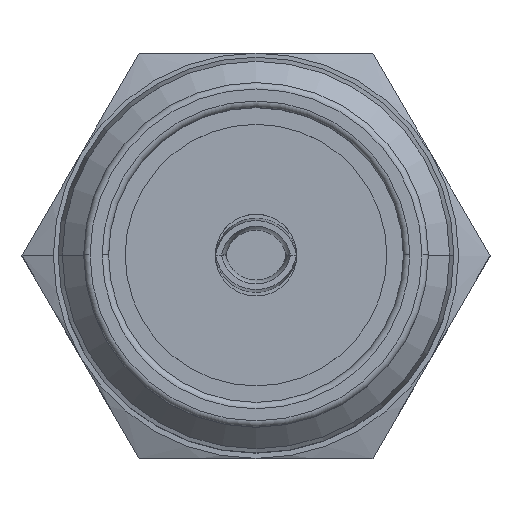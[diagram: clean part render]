
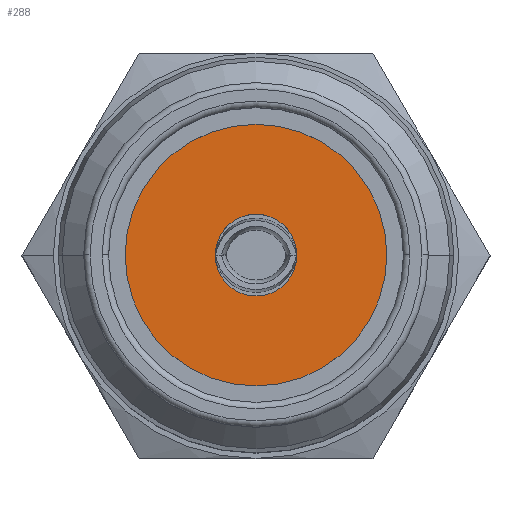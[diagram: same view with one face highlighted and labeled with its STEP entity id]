
A CAD part, top view. The second image highlights one B-rep face of the part: STEP entity #288.
In plain terms, the highlighted planar face has unit normal (0, 0, 1).
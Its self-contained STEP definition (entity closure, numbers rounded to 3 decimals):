
#122 = CARTESIAN_POINT ( 'NONE',  ( 2.05, 0., -1.98 ) ) ;
#288 = ADVANCED_FACE ( 'NONE', ( #2391, #2468 ), #1074, .F. ) ;
#336 = ORIENTED_EDGE ( 'NONE', *, *, #938, .T. ) ;
#388 = CARTESIAN_POINT ( 'NONE',  ( 0., 0., -1.98 ) ) ;
#465 = VERTEX_POINT ( 'NONE', #1322 ) ;
#484 = CIRCLE ( 'NONE', #1870, 0.64 ) ;
#616 = AXIS2_PLACEMENT_3D ( 'NONE', #2908, #2639, #1065 ) ;
#640 = DIRECTION ( 'NONE',  ( 1., 0., 0. ) ) ;
#802 = CARTESIAN_POINT ( 'NONE',  ( 0., 0., -1.98 ) ) ;
#806 = CIRCLE ( 'NONE', #2087, 0.64 ) ;
#938 = EDGE_CURVE ( 'NONE', #982, #2542, #2967, .T. ) ;
#982 = VERTEX_POINT ( 'NONE', #122 ) ;
#1058 = DIRECTION ( 'NONE',  ( 1., 0., 0. ) ) ;
#1065 = DIRECTION ( 'NONE',  ( -1., 0., 0. ) ) ;
#1074 = PLANE ( 'NONE',  #616 ) ;
#1150 = CARTESIAN_POINT ( 'NONE',  ( 0., 0., -1.98 ) ) ;
#1322 = CARTESIAN_POINT ( 'NONE',  ( -0.64, 0., -1.98 ) ) ;
#1332 = EDGE_CURVE ( 'NONE', #3234, #465, #484, .T. ) ;
#1401 = DIRECTION ( 'NONE',  ( 1., 0., 0. ) ) ;
#1479 = DIRECTION ( 'NONE',  ( 0., 0., 1. ) ) ;
#1487 = AXIS2_PLACEMENT_3D ( 'NONE', #3072, #1479, #3332 ) ;
#1577 = ORIENTED_EDGE ( 'NONE', *, *, #1791, .F. ) ;
#1749 = EDGE_LOOP ( 'NONE', ( #336, #2796 ) ) ;
#1791 = EDGE_CURVE ( 'NONE', #465, #3234, #806, .T. ) ;
#1870 = AXIS2_PLACEMENT_3D ( 'NONE', #1150, #3003, #1401 ) ;
#1999 = CIRCLE ( 'NONE', #1487, 2.05 ) ;
#2068 = CARTESIAN_POINT ( 'NONE',  ( -2.05, 0., -1.98 ) ) ;
#2087 = AXIS2_PLACEMENT_3D ( 'NONE', #802, #2625, #1058 ) ;
#2179 = DIRECTION ( 'NONE',  ( 0., 0., 1. ) ) ;
#2218 = EDGE_CURVE ( 'NONE', #2542, #982, #1999, .T. ) ;
#2286 = AXIS2_PLACEMENT_3D ( 'NONE', #388, #2179, #640 ) ;
#2391 = FACE_BOUND ( 'NONE', #2555, .T. ) ;
#2468 = FACE_OUTER_BOUND ( 'NONE', #1749, .T. ) ;
#2542 = VERTEX_POINT ( 'NONE', #2068 ) ;
#2555 = EDGE_LOOP ( 'NONE', ( #2751, #1577 ) ) ;
#2625 = DIRECTION ( 'NONE',  ( 0., 0., 1. ) ) ;
#2639 = DIRECTION ( 'NONE',  ( 0., 0., -1. ) ) ;
#2751 = ORIENTED_EDGE ( 'NONE', *, *, #1332, .F. ) ;
#2796 = ORIENTED_EDGE ( 'NONE', *, *, #2218, .T. ) ;
#2908 = CARTESIAN_POINT ( 'NONE',  ( 0., 0.64, -1.98 ) ) ;
#2967 = CIRCLE ( 'NONE', #2286, 2.05 ) ;
#3003 = DIRECTION ( 'NONE',  ( 0., 0., 1. ) ) ;
#3072 = CARTESIAN_POINT ( 'NONE',  ( 0., 0., -1.98 ) ) ;
#3220 = CARTESIAN_POINT ( 'NONE',  ( 0.64, 0., -1.98 ) ) ;
#3234 = VERTEX_POINT ( 'NONE', #3220 ) ;
#3332 = DIRECTION ( 'NONE',  ( 1., 0., 0. ) ) ;
